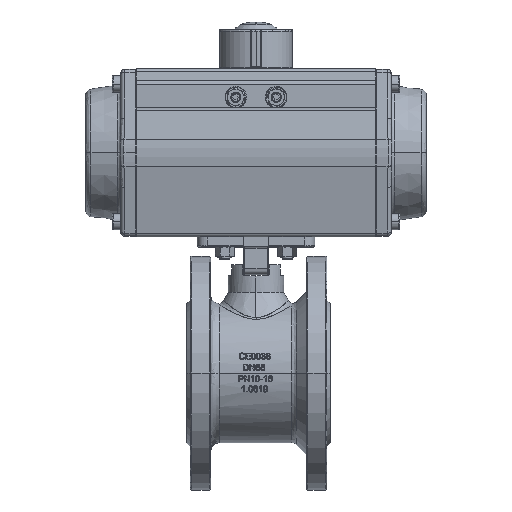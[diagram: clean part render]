
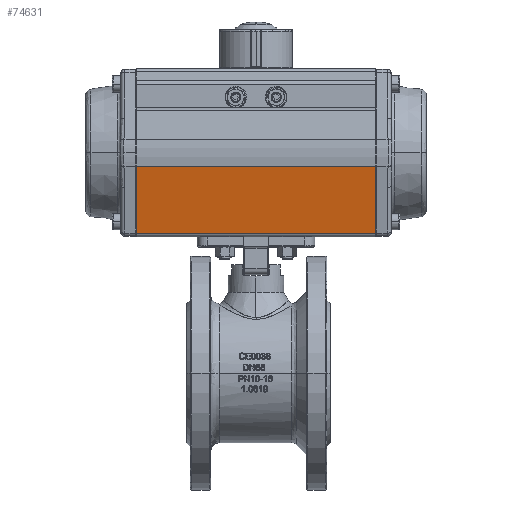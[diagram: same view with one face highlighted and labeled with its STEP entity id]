
A CAD part, top view. The second image highlights one B-rep face of the part: STEP entity #74631.
In plain terms, the highlighted planar face has unit normal (0, 0.185, -0.983).
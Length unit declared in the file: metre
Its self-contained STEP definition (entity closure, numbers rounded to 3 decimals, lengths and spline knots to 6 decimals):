
#2578 = ORIENTED_EDGE ( 'NONE', *, *, #58954, .T. ) ;
#5124 = CARTESIAN_POINT ( 'NONE',  ( -0.102339, 0.102553, 0.247245 ) ) ;
#5307 = CARTESIAN_POINT ( 'NONE',  ( -0.102339, 0.102553, 0.247245 ) ) ;
#10604 = DIRECTION ( 'NONE',  ( 0., -0.983, -0.185 ) ) ;
#18314 = EDGE_LOOP ( 'NONE', ( #23730, #77597, #2578, #40253 ) ) ;
#20116 = DIRECTION ( 'NONE',  ( 0., 0.185, -0.983 ) ) ;
#20271 = LINE ( 'NONE', #69904, #59785 ) ;
#20647 = VERTEX_POINT ( 'NONE', #93446 ) ;
#21208 = CARTESIAN_POINT ( 'NONE',  ( -0.102339, 0.102553, 0.247245 ) ) ;
#22103 = AXIS2_PLACEMENT_3D ( 'NONE', #5307, #20116, #10604 ) ;
#23730 = ORIENTED_EDGE ( 'NONE', *, *, #47404, .T. ) ;
#27198 = CARTESIAN_POINT ( 'NONE',  ( -0.102339, 0.155978, 0.257294 ) ) ;
#27417 = VECTOR ( 'NONE', #34238, 1. ) ;
#33168 = CARTESIAN_POINT ( 'NONE',  ( -0.102339, 0.155978, 0.257294 ) ) ;
#33947 = FACE_OUTER_BOUND ( 'NONE', #18314, .T. ) ;
#34238 = DIRECTION ( 'NONE',  ( -1., 0., 0. ) ) ;
#38658 = EDGE_CURVE ( 'NONE', #20647, #39930, #42697, .T. ) ;
#39930 = VERTEX_POINT ( 'NONE', #33168 ) ;
#40253 = ORIENTED_EDGE ( 'NONE', *, *, #38658, .T. ) ;
#40328 = DIRECTION ( 'NONE',  ( 0., -0.983, -0.185 ) ) ;
#41527 = LINE ( 'NONE', #27198, #88865 ) ;
#42697 = LINE ( 'NONE', #21208, #66754 ) ;
#44381 = EDGE_CURVE ( 'NONE', #94171, #73683, #20271, .T. ) ;
#47404 = EDGE_CURVE ( 'NONE', #39930, #94171, #41527, .T. ) ;
#49743 = CARTESIAN_POINT ( 'NONE',  ( 0.087661, 0.155978, 0.257294 ) ) ;
#54841 = DIRECTION ( 'NONE',  ( 1., 0., 0. ) ) ;
#57077 = LINE ( 'NONE', #5124, #27417 ) ;
#58954 = EDGE_CURVE ( 'NONE', #73683, #20647, #57077, .T. ) ;
#59785 = VECTOR ( 'NONE', #40328, 1. ) ;
#66754 = VECTOR ( 'NONE', #93786, 1. ) ;
#69904 = CARTESIAN_POINT ( 'NONE',  ( 0.087661, 0.102553, 0.247245 ) ) ;
#70698 = PLANE ( 'NONE',  #22103 ) ;
#73683 = VERTEX_POINT ( 'NONE', #92316 ) ;
#74631 = ADVANCED_FACE ( 'NONE', ( #33947 ), #70698, .T. ) ;
#77597 = ORIENTED_EDGE ( 'NONE', *, *, #44381, .T. ) ;
#88865 = VECTOR ( 'NONE', #54841, 1. ) ;
#92316 = CARTESIAN_POINT ( 'NONE',  ( 0.087661, 0.102553, 0.247245 ) ) ;
#93446 = CARTESIAN_POINT ( 'NONE',  ( -0.102339, 0.102553, 0.247245 ) ) ;
#93786 = DIRECTION ( 'NONE',  ( 0., 0.983, 0.185 ) ) ;
#94171 = VERTEX_POINT ( 'NONE', #49743 ) ;
